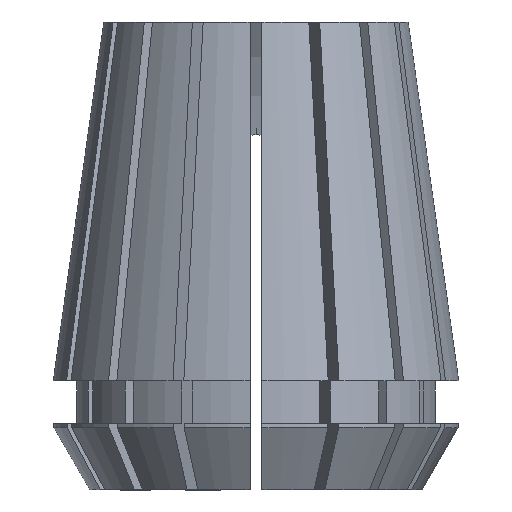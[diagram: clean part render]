
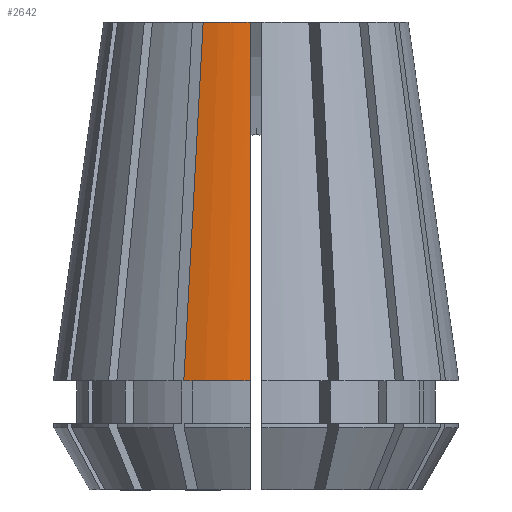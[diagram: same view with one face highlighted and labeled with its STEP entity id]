
A CAD part, left-side view. The second image highlights one B-rep face of the part: STEP entity #2642.
In plain terms, the highlighted conical face has half-angle 8 degrees and reference radius 25.998 mm.
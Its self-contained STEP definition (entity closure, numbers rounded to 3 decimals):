
#61 = CARTESIAN_POINT ( 'NONE',  ( -18.32, 6.777, 0. ) ) ;
#439 = B_SPLINE_CURVE_WITH_KNOTS ( 'NONE', 3,
 ( #1669, #3123, #3587, #61 ),
 .UNSPECIFIED., .F., .F.,
 ( 4, 4 ),
 ( 0., 0.046 ),
 .UNSPECIFIED. ) ;
#480 = CIRCLE ( 'NONE', #1750, 19.533 ) ;
#522 = VERTEX_POINT ( 'NONE', #3377 ) ;
#577 = ORIENTED_EDGE ( 'NONE', *, *, #3679, .F. ) ;
#613 = CARTESIAN_POINT ( 'NONE',  ( -21.675, 0.75, -15.333 ) ) ;
#718 = VERTEX_POINT ( 'NONE', #1700 ) ;
#745 = AXIS2_PLACEMENT_3D ( 'NONE', #4300, #1624, #4726 ) ;
#1060 = B_SPLINE_CURVE_WITH_KNOTS ( 'NONE', 3,
 ( #4633, #3349, #613, #1967 ),
 .UNSPECIFIED., .F., .F.,
 ( 4, 4 ),
 ( 0.037, 0.084 ),
 .UNSPECIFIED. ) ;
#1409 = EDGE_LOOP ( 'NONE', ( #577, #3558, #4087, #3707 ) ) ;
#1498 = VERTEX_POINT ( 'NONE', #2710 ) ;
#1624 = DIRECTION ( 'NONE',  ( 0., 0., 1. ) ) ;
#1669 = CARTESIAN_POINT ( 'NONE',  ( -24.296, 9.252, -46. ) ) ;
#1700 = CARTESIAN_POINT ( 'NONE',  ( -25.987, 0.75, -46. ) ) ;
#1750 = AXIS2_PLACEMENT_3D ( 'NONE', #4727, #5135, #2977 ) ;
#1793 = CARTESIAN_POINT ( 'NONE',  ( -24.296, 9.252, -46. ) ) ;
#1967 = CARTESIAN_POINT ( 'NONE',  ( -19.519, 0.75, 0. ) ) ;
#2518 = EDGE_CURVE ( 'NONE', #522, #1498, #480, .T. ) ;
#2642 = ADVANCED_FACE ( 'NONE', ( #5474 ), #3535, .T. ) ;
#2666 = AXIS2_PLACEMENT_3D ( 'NONE', #3709, #2867, #5041 ) ;
#2710 = CARTESIAN_POINT ( 'NONE',  ( -19.519, 0.75, 0. ) ) ;
#2867 = DIRECTION ( 'NONE',  ( 0., 0., -1. ) ) ;
#2977 = DIRECTION ( 'NONE',  ( 1., 0., 0. ) ) ;
#3123 = CARTESIAN_POINT ( 'NONE',  ( -22.304, 8.427, -30.667 ) ) ;
#3349 = CARTESIAN_POINT ( 'NONE',  ( -23.831, 0.75, -30.667 ) ) ;
#3377 = CARTESIAN_POINT ( 'NONE',  ( -18.32, 6.777, 0. ) ) ;
#3535 = CONICAL_SURFACE ( 'NONE', #2666, 25.998, 0.14 ) ;
#3558 = ORIENTED_EDGE ( 'NONE', *, *, #5051, .T. ) ;
#3587 = CARTESIAN_POINT ( 'NONE',  ( -20.312, 7.602, -15.333 ) ) ;
#3679 = EDGE_CURVE ( 'NONE', #3983, #522, #439, .T. ) ;
#3707 = ORIENTED_EDGE ( 'NONE', *, *, #2518, .F. ) ;
#3709 = CARTESIAN_POINT ( 'NONE',  ( 0., 0., -46. ) ) ;
#3983 = VERTEX_POINT ( 'NONE', #1793 ) ;
#4087 = ORIENTED_EDGE ( 'NONE', *, *, #5356, .T. ) ;
#4300 = CARTESIAN_POINT ( 'NONE',  ( 0., 0., -46. ) ) ;
#4633 = CARTESIAN_POINT ( 'NONE',  ( -25.987, 0.75, -46. ) ) ;
#4726 = DIRECTION ( 'NONE',  ( 1., 0., 0. ) ) ;
#4727 = CARTESIAN_POINT ( 'NONE',  ( 0., 0., 0. ) ) ;
#5041 = DIRECTION ( 'NONE',  ( -1., 0., 0. ) ) ;
#5051 = EDGE_CURVE ( 'NONE', #3983, #718, #5136, .T. ) ;
#5135 = DIRECTION ( 'NONE',  ( 0., 0., 1. ) ) ;
#5136 = CIRCLE ( 'NONE', #745, 25.998 ) ;
#5356 = EDGE_CURVE ( 'NONE', #718, #1498, #1060, .T. ) ;
#5474 = FACE_OUTER_BOUND ( 'NONE', #1409, .T. ) ;
